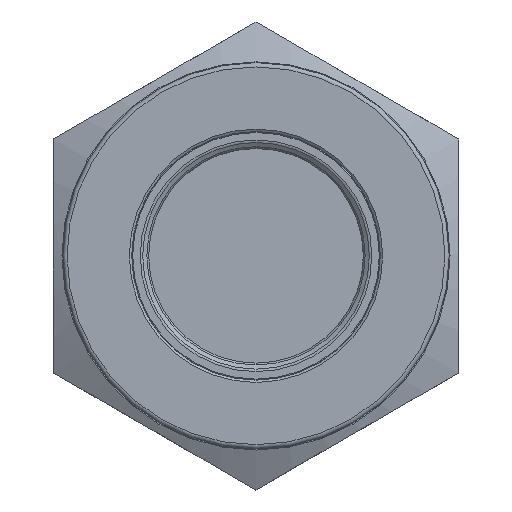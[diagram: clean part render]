
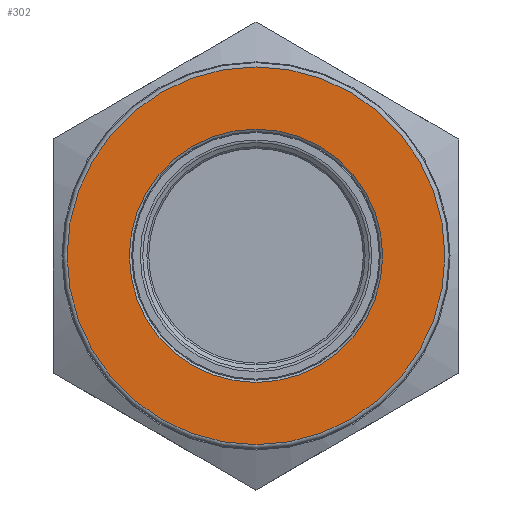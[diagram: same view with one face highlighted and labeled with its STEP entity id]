
A CAD part, top view. The second image highlights one B-rep face of the part: STEP entity #302.
In plain terms, the highlighted planar face has unit normal (0, 0, 1).
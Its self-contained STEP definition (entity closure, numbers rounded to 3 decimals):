
#302=ADVANCED_FACE('',(#5820,#5822),#5824,.T.);
#5820=FACE_BOUND('',#5821,.T.);
#5821=EDGE_LOOP('',(#7495));
#5822=FACE_BOUND('',#5823,.T.);
#5823=EDGE_LOOP('',(#7496));
#5824=PLANE('',#5825);
#5825=AXIS2_PLACEMENT_3D('',#5826,#5827,#5828);
#5826=CARTESIAN_POINT('',(0.,0.,1.5));
#5827=DIRECTION('',(0.,0.,1.));
#5828=DIRECTION('',(1.,0.,0.));
#7495=ORIENTED_EDGE('',*,*,#8180,.T.);
#7496=ORIENTED_EDGE('',*,*,#8181,.F.);
#8180=EDGE_CURVE('',#8585,#8585,#8586,.T.);
#8181=EDGE_CURVE('',#8587,#8587,#8588,.T.);
#8585=VERTEX_POINT('',#11557);
#8586=CIRCLE('',#11558,8.8);
#8587=VERTEX_POINT('',#11562);
#8588=CIRCLE('',#11563,5.9);
#11557=CARTESIAN_POINT('',(8.8,0.,1.5));
#11558=AXIS2_PLACEMENT_3D('',#11559,#11560,#11561);
#11559=CARTESIAN_POINT('',(0.,0.,1.5));
#11560=DIRECTION('',(0.,0.,1.));
#11561=DIRECTION('',(1.,0.,0.));
#11562=CARTESIAN_POINT('',(5.9,0.,1.5));
#11563=AXIS2_PLACEMENT_3D('',#11564,#11565,#11566);
#11564=CARTESIAN_POINT('',(0.,0.,1.5));
#11565=DIRECTION('',(0.,0.,1.));
#11566=DIRECTION('',(1.,0.,0.));
